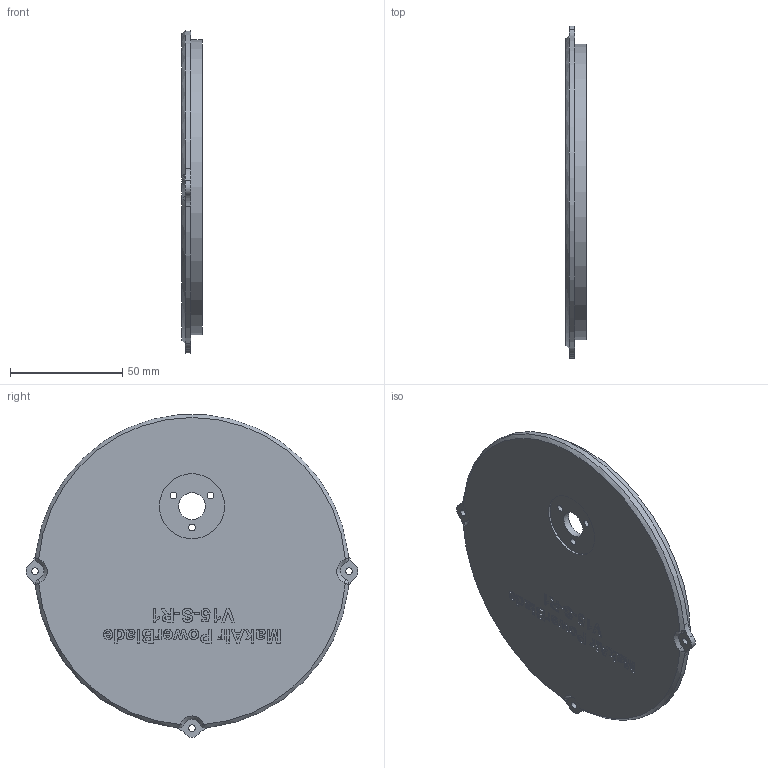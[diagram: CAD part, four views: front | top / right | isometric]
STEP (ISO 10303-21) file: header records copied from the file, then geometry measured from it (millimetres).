
FILE_DESCRIPTION(/* description */ (''),/* implementation_level */ '2;1');
FILE_NAME(/* name */ 'Silent Box Door.step',/* time_stamp */ '2021-07-21T17:48:06+02:00',/* author */ (''),/* organization */ (''),/* preprocessor_version */ 'ST-DEVELOPER v18.1',/* originating_system */ 'Autodesk Translation Framework v10.9.0.1377',/* authorisation */ '');
FILE_SCHEMA (('AUTOMOTIVE_DESIGN { 1 0 10303 214 3 1 1 }'));
Length unit declared in the file: millimetre
Products named in the file (1): Silent Box Door
Bounding box: 9 x 147.97 x 143.73 mm (x, y, z)
Volume: 69485.7 mm3; surface area: 36686.7 mm2
Topology: 1 solids, 1 shells, 472 faces, 1287 edges, 856 vertices
Faces by surface type: bspline 238, plane 200, cylinder 22, cone 12
Full cylindrical faces by diameter (mm): 3 x6, 12 x1, 29 x1, 122 x1, 131.6 x1
Entity records: 17095 total; most frequent: CARTESIAN_POINT 6662, ORIENTED_EDGE 2574, DIRECTION 1352, EDGE_CURVE 1287, VERTEX_POINT 856, LINE 740, VECTOR 740, EDGE_LOOP 525
